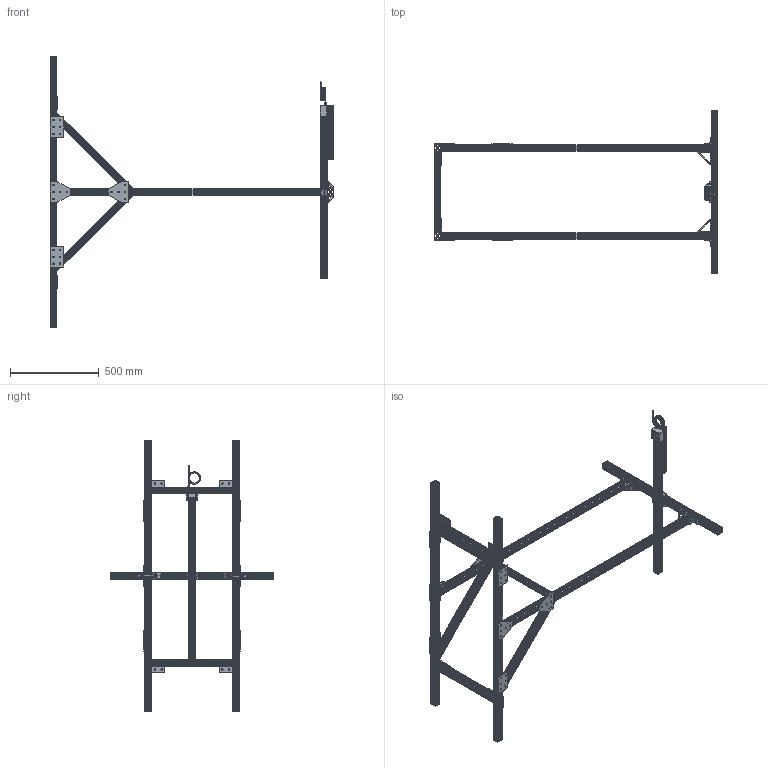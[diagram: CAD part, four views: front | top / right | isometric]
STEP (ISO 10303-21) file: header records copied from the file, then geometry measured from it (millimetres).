
FILE_DESCRIPTION((''),'2;1');
FILE_NAME('8020_ASSEMBLY_ASM','2024-09-07T12:58:23',('tamc241'),(''),'CREO PARAMETRIC BY PTC INC, 2023294','CREO PARAMETRIC BY PTC INC, 2023294','');
FILE_SCHEMA(('CONFIG_CONTROL_DESIGN'));
Length unit declared in the file: inch
Products named in the file (12): 8020-1515-LITEX6000; 8020-1515-LITEX3600; 8020-4302; 8020-1515-LITEX2400; 5698K313_NO_THREADS_DC-POWERED_; 8020-1515X12_UNCUT00; 8020-1515-LITEX1800; PRT0001; 4340_STP; 8020-4336; 8020-4332; 8020_ASSEMBLY_ASM
Assembly tree (38 placements, depth 2):
  8020_ASSEMBLY_ASM
    8020-1515-LITEX6000  x4
    8020-1515-LITEX3600  x2
    8020-4302  x6
    8020-1515-LITEX2400  x4
    5698K313_NO_THREADS_DC-POWERED_
    8020-1515X12_UNCUT00
    8020-1515-LITEX1800  x2
    PRT0001  x8
    4340_STP  x4
    8020-4336  x2
    8020-4332  x4
Bounding box: 1600.2 x 914.4 x 1524 mm (x, y, z)
Volume: 7768810.1 mm3; surface area: 5286423.5 mm2
Topology: 38 solids, 38 shells, 3154 faces, 9335 edges, 6254 vertices
Faces by surface type: plane 1756, cylinder 1348, cone 30, torus 10, sphere 8, bspline 2
Entity records: 55598 total; most frequent: CARTESIAN_POINT 17471, ORIENTED_EDGE 8298, DIRECTION 7483, EDGE_CURVE 4149, VERTEX_POINT 2774, VECTOR 2689, LINE 2689, AXIS2_PLACEMENT_3D 2397
